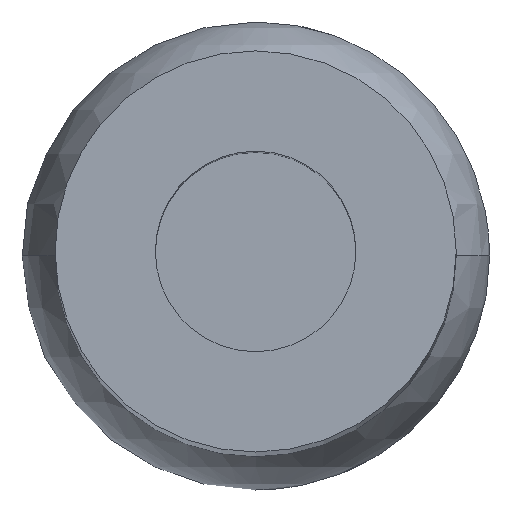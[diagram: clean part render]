
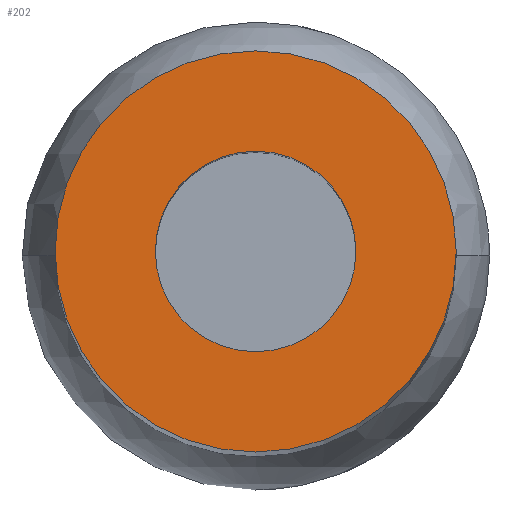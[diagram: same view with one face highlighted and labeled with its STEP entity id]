
A CAD part, top view. The second image highlights one B-rep face of the part: STEP entity #202.
In plain terms, the highlighted planar face has unit normal (0, 0, 1).
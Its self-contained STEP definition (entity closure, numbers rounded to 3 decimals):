
#20 = CARTESIAN_POINT ( 'NONE',  ( 0., 0., 39. ) ) ;
#23 = DIRECTION ( 'NONE',  ( 0., 0., 1. ) ) ;
#25 = CARTESIAN_POINT ( 'NONE',  ( 0., 0., 39. ) ) ;
#44 = CARTESIAN_POINT ( 'NONE',  ( -3., 0., 39. ) ) ;
#54 = EDGE_CURVE ( 'NONE', #341, #94, #253, .T. ) ;
#64 = AXIS2_PLACEMENT_3D ( 'NONE', #112, #82, #319 ) ;
#70 = EDGE_CURVE ( 'NONE', #94, #341, #72, .T. ) ;
#72 = CIRCLE ( 'NONE', #64, 3. ) ;
#82 = DIRECTION ( 'NONE',  ( 0., 0., 1. ) ) ;
#94 = VERTEX_POINT ( 'NONE', #44 ) ;
#103 = VERTEX_POINT ( 'NONE', #282 ) ;
#108 = FACE_BOUND ( 'NONE', #177, .T. ) ;
#112 = CARTESIAN_POINT ( 'NONE',  ( 0., 0., 39. ) ) ;
#115 = DIRECTION ( 'NONE',  ( 0., 0., 1. ) ) ;
#121 = CARTESIAN_POINT ( 'NONE',  ( 0., 0., 39. ) ) ;
#123 = PLANE ( 'NONE',  #288 ) ;
#156 = CARTESIAN_POINT ( 'NONE',  ( 3., 0., 39. ) ) ;
#161 = DIRECTION ( 'NONE',  ( 0., 0., 1. ) ) ;
#163 = EDGE_CURVE ( 'NONE', #165, #103, #311, .T. ) ;
#165 = VERTEX_POINT ( 'NONE', #363 ) ;
#177 = EDGE_LOOP ( 'NONE', ( #191, #419 ) ) ;
#179 = EDGE_LOOP ( 'NONE', ( #268, #261 ) ) ;
#191 = ORIENTED_EDGE ( 'NONE', *, *, #331, .F. ) ;
#195 = FACE_OUTER_BOUND ( 'NONE', #179, .T. ) ;
#202 = ADVANCED_FACE ( 'NONE', ( #108, #195 ), #123, .T. ) ;
#242 = DIRECTION ( 'NONE',  ( 1., 0., 0. ) ) ;
#250 = DIRECTION ( 'NONE',  ( 0., 0., 1. ) ) ;
#253 = CIRCLE ( 'NONE', #392, 3. ) ;
#254 = DIRECTION ( 'NONE',  ( 1., 0., 0. ) ) ;
#261 = ORIENTED_EDGE ( 'NONE', *, *, #54, .T. ) ;
#268 = ORIENTED_EDGE ( 'NONE', *, *, #70, .T. ) ;
#278 = CIRCLE ( 'NONE', #414, 1.5 ) ;
#282 = CARTESIAN_POINT ( 'NONE',  ( 1.5, 0., 39. ) ) ;
#288 = AXIS2_PLACEMENT_3D ( 'NONE', #121, #250, #396 ) ;
#311 = CIRCLE ( 'NONE', #322, 1.5 ) ;
#319 = DIRECTION ( 'NONE',  ( 1., 0., 0. ) ) ;
#322 = AXIS2_PLACEMENT_3D ( 'NONE', #25, #23, #254 ) ;
#331 = EDGE_CURVE ( 'NONE', #103, #165, #278, .T. ) ;
#338 = DIRECTION ( 'NONE',  ( 1., 0., 0. ) ) ;
#341 = VERTEX_POINT ( 'NONE', #156 ) ;
#363 = CARTESIAN_POINT ( 'NONE',  ( -1.5, 0., 39. ) ) ;
#366 = CARTESIAN_POINT ( 'NONE',  ( 0., 0., 39. ) ) ;
#392 = AXIS2_PLACEMENT_3D ( 'NONE', #20, #115, #242 ) ;
#396 = DIRECTION ( 'NONE',  ( 1., 0., 0. ) ) ;
#414 = AXIS2_PLACEMENT_3D ( 'NONE', #366, #161, #338 ) ;
#419 = ORIENTED_EDGE ( 'NONE', *, *, #163, .F. ) ;
